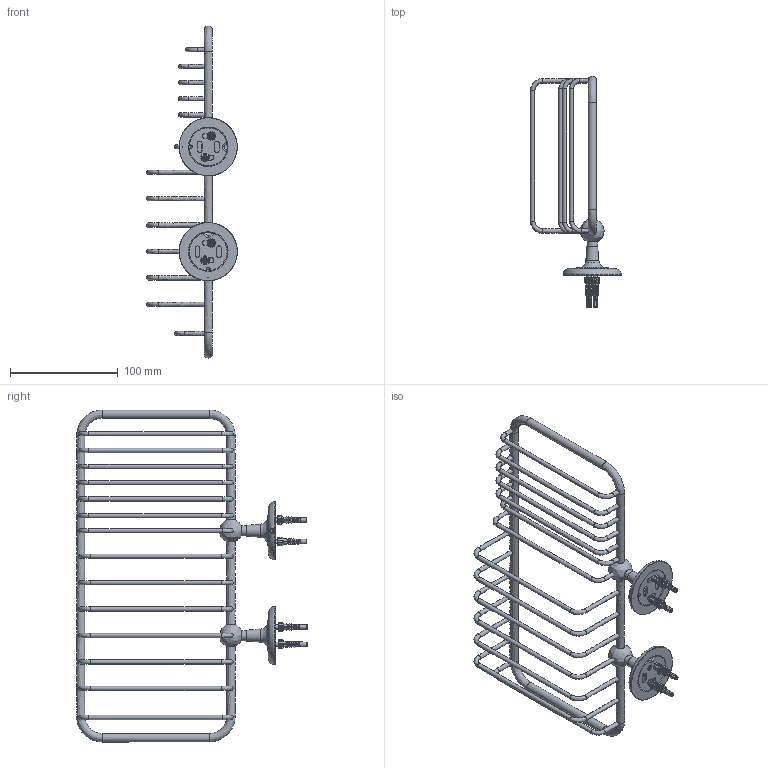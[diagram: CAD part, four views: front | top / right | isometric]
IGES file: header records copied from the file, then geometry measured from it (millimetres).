
Global section: file name: N1026; native system: Autodesk Inventor 2018; preprocessor: unknown; author: sbajwa; date: 20190705.122127; units: millimetre
Bounding box: 84.1 x 214.05 x 307.79 mm (x, y, z)
Volume: 113656.6 mm3; surface area: 84320.1 mm2
Topology: 15 solids, 15 shells, 1180 faces, 3556 edges, 2372 vertices
Faces by surface type: bspline 1180
